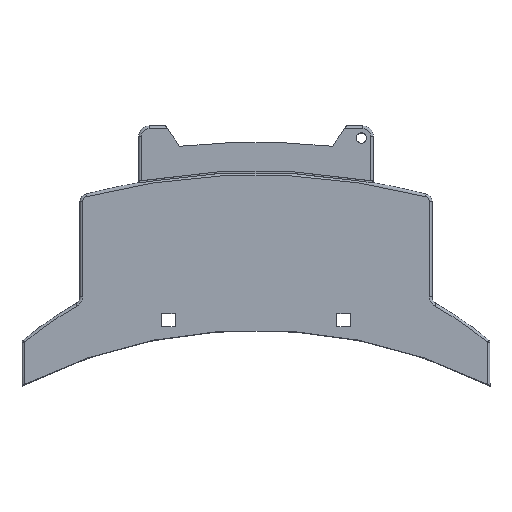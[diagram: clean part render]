
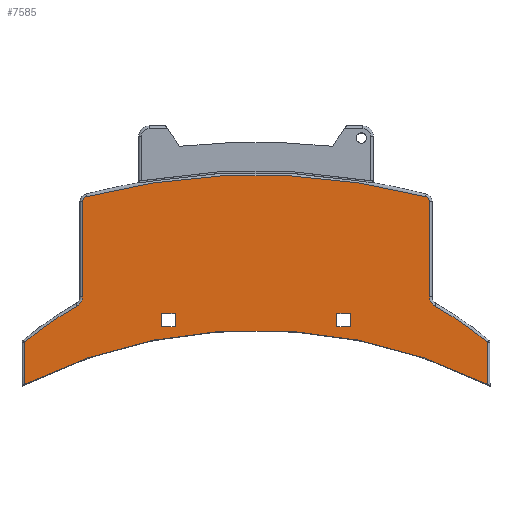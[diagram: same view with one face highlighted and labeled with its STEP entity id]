
A CAD part, top view. The second image highlights one B-rep face of the part: STEP entity #7585.
In plain terms, the highlighted planar face has unit normal (0, 0, 1).
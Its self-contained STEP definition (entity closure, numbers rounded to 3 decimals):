
#37=FACE_BOUND('',#714,.T.);
#38=FACE_BOUND('',#715,.T.);
#191=CIRCLE('',#8012,129.2);
#192=CIRCLE('',#8013,1.);
#193=CIRCLE('',#8014,2.);
#194=CIRCLE('',#8015,69.5);
#195=CIRCLE('',#8016,99.5);
#196=CIRCLE('',#8017,69.5);
#197=CIRCLE('',#8018,2.);
#198=CIRCLE('',#8019,1.);
#336=FACE_OUTER_BOUND('',#713,.T.);
#713=EDGE_LOOP('',(#5003,#5004,#5005,#5006,#5007,#5008,#5009,#5010,#5011,
#5012,#5013,#5014));
#714=EDGE_LOOP('',(#5015,#5016,#5017,#5018));
#715=EDGE_LOOP('',(#5019,#5020,#5021,#5022));
#1092=LINE('',#10422,#2030);
#1240=LINE('',#10890,#2178);
#1272=LINE('',#10970,#2210);
#1273=LINE('',#10976,#2211);
#1274=LINE('',#10980,#2212);
#1275=LINE('',#10987,#2213);
#1276=LINE('',#10989,#2214);
#1277=LINE('',#10991,#2215);
#1278=LINE('',#10992,#2216);
#1279=LINE('',#10995,#2217);
#1280=LINE('',#10996,#2218);
#1281=LINE('',#10997,#2219);
#2030=VECTOR('',#8477,1.);
#2178=VECTOR('',#8751,1.);
#2210=VECTOR('',#8815,1.);
#2211=VECTOR('',#8820,1.);
#2212=VECTOR('',#8823,1.);
#2213=VECTOR('',#8830,1.);
#2214=VECTOR('',#8831,1.);
#2215=VECTOR('',#8832,1.);
#2216=VECTOR('',#8833,1.);
#2217=VECTOR('',#8834,1.);
#2218=VECTOR('',#8835,1.);
#2219=VECTOR('',#8836,1.);
#2980=VERTEX_POINT('',#10419);
#2981=VERTEX_POINT('',#10421);
#3148=VERTEX_POINT('',#10888);
#3149=VERTEX_POINT('',#10889);
#3178=VERTEX_POINT('',#10964);
#3179=VERTEX_POINT('',#10965);
#3180=VERTEX_POINT('',#10967);
#3181=VERTEX_POINT('',#10969);
#3182=VERTEX_POINT('',#10971);
#3183=VERTEX_POINT('',#10973);
#3184=VERTEX_POINT('',#10975);
#3185=VERTEX_POINT('',#10977);
#3186=VERTEX_POINT('',#10979);
#3187=VERTEX_POINT('',#10981);
#3188=VERTEX_POINT('',#10985);
#3189=VERTEX_POINT('',#10986);
#3190=VERTEX_POINT('',#10988);
#3191=VERTEX_POINT('',#10990);
#3192=VERTEX_POINT('',#10993);
#3193=VERTEX_POINT('',#10994);
#3684=EDGE_CURVE('',#2980,#2981,#1092,.T.);
#3867=EDGE_CURVE('',#3148,#3149,#1240,.T.);
#3903=EDGE_CURVE('',#3178,#3179,#191,.T.);
#3904=EDGE_CURVE('',#3178,#3180,#192,.T.);
#3905=EDGE_CURVE('',#3180,#3181,#1272,.T.);
#3906=EDGE_CURVE('',#3182,#3181,#193,.T.);
#3907=EDGE_CURVE('',#3182,#3183,#194,.T.);
#3908=EDGE_CURVE('',#3183,#3184,#1273,.T.);
#3909=EDGE_CURVE('',#3185,#3184,#195,.T.);
#3910=EDGE_CURVE('',#3186,#3185,#1274,.T.);
#3911=EDGE_CURVE('',#3187,#3186,#196,.T.);
#3912=EDGE_CURVE('',#3187,#3149,#197,.T.);
#3913=EDGE_CURVE('',#3148,#3179,#198,.T.);
#3914=EDGE_CURVE('',#3188,#3189,#1275,.T.);
#3915=EDGE_CURVE('',#3190,#3188,#1276,.T.);
#3916=EDGE_CURVE('',#3191,#3190,#1277,.T.);
#3917=EDGE_CURVE('',#3189,#3191,#1278,.T.);
#3918=EDGE_CURVE('',#3192,#3193,#1279,.T.);
#3919=EDGE_CURVE('',#2981,#3192,#1280,.T.);
#3920=EDGE_CURVE('',#3193,#2980,#1281,.T.);
#5003=ORIENTED_EDGE('',*,*,#3903,.F.);
#5004=ORIENTED_EDGE('',*,*,#3904,.T.);
#5005=ORIENTED_EDGE('',*,*,#3905,.T.);
#5006=ORIENTED_EDGE('',*,*,#3906,.F.);
#5007=ORIENTED_EDGE('',*,*,#3907,.T.);
#5008=ORIENTED_EDGE('',*,*,#3908,.T.);
#5009=ORIENTED_EDGE('',*,*,#3909,.F.);
#5010=ORIENTED_EDGE('',*,*,#3910,.F.);
#5011=ORIENTED_EDGE('',*,*,#3911,.F.);
#5012=ORIENTED_EDGE('',*,*,#3912,.T.);
#5013=ORIENTED_EDGE('',*,*,#3867,.F.);
#5014=ORIENTED_EDGE('',*,*,#3913,.T.);
#5015=ORIENTED_EDGE('',*,*,#3914,.F.);
#5016=ORIENTED_EDGE('',*,*,#3915,.F.);
#5017=ORIENTED_EDGE('',*,*,#3916,.F.);
#5018=ORIENTED_EDGE('',*,*,#3917,.F.);
#5019=ORIENTED_EDGE('',*,*,#3918,.F.);
#5020=ORIENTED_EDGE('',*,*,#3919,.F.);
#5021=ORIENTED_EDGE('',*,*,#3684,.F.);
#5022=ORIENTED_EDGE('',*,*,#3920,.F.);
#6916=PLANE('',#8011);
#7585=ADVANCED_FACE('',(#336,#37,#38),#6916,.F.);
#8011=AXIS2_PLACEMENT_3D('',#10963,#8809,#8810);
#8012=AXIS2_PLACEMENT_3D('',#10966,#8811,#8812);
#8013=AXIS2_PLACEMENT_3D('',#10968,#8813,#8814);
#8014=AXIS2_PLACEMENT_3D('',#10972,#8816,#8817);
#8015=AXIS2_PLACEMENT_3D('',#10974,#8818,#8819);
#8016=AXIS2_PLACEMENT_3D('',#10978,#8821,#8822);
#8017=AXIS2_PLACEMENT_3D('',#10982,#8824,#8825);
#8018=AXIS2_PLACEMENT_3D('',#10983,#8826,#8827);
#8019=AXIS2_PLACEMENT_3D('',#10984,#8828,#8829);
#8477=DIRECTION('',(1.,0.,0.));
#8751=DIRECTION('',(0.,1.,0.));
#8809=DIRECTION('center_axis',(0.,0.,-1.));
#8810=DIRECTION('ref_axis',(1.,0.,0.));
#8811=DIRECTION('center_axis',(0.,0.,
-1.));
#8812=DIRECTION('ref_axis',(-1.,0.,0.));
#8813=DIRECTION('center_axis',(0.,0.,
1.));
#8814=DIRECTION('ref_axis',(1.,0.,0.));
#8815=DIRECTION('',(0.,1.,0.));
#8816=DIRECTION('center_axis',(0.,0.,1.));
#8817=DIRECTION('ref_axis',(0.,-1.,0.));
#8818=DIRECTION('center_axis',(0.,0.,1.));
#8819=DIRECTION('ref_axis',(0.,-1.,0.));
#8820=DIRECTION('',(0.,1.,0.));
#8821=DIRECTION('center_axis',(0.,0.,
1.));
#8822=DIRECTION('ref_axis',(-1.,0.,0.));
#8823=DIRECTION('',(0.,1.,0.));
#8824=DIRECTION('center_axis',(0.,0.,-1.));
#8825=DIRECTION('ref_axis',(0.,1.,0.));
#8826=DIRECTION('center_axis',(0.,0.,-1.));
#8827=DIRECTION('ref_axis',(0.,1.,0.));
#8828=DIRECTION('center_axis',(0.,0.,
1.));
#8829=DIRECTION('ref_axis',(1.,0.,0.));
#8830=DIRECTION('',(0.,1.,0.));
#8831=DIRECTION('',(1.,0.,0.));
#8832=DIRECTION('',(0.,-1.,0.));
#8833=DIRECTION('',(-1.,0.,0.));
#8834=DIRECTION('',(-1.,0.,0.));
#8835=DIRECTION('',(0.,1.,0.));
#8836=DIRECTION('',(0.,-1.,0.));
#10419=CARTESIAN_POINT('',(9.85,-21.1,-0.3));
#10421=CARTESIAN_POINT('',(12.45,-21.1,-0.3));
#10422=CARTESIAN_POINT('',(0.,-21.1,-0.3));
#10888=CARTESIAN_POINT('',(-38.9,-42.477,-0.3));
#10889=CARTESIAN_POINT('',(-38.9,-24.257,-0.3));
#10890=CARTESIAN_POINT('',(-38.9,0.,-0.3));
#10963=CARTESIAN_POINT('Origin',(-23.996,-40.289,-0.3));
#10964=CARTESIAN_POINT('',(26.852,-43.445,-0.3));
#10965=CARTESIAN_POINT('',(-38.152,-43.445,-0.3));
#10966=CARTESIAN_POINT('Origin',(-5.65,81.6,-0.3));
#10967=CARTESIAN_POINT('',(27.6,-42.477,-0.3));
#10968=CARTESIAN_POINT('Origin',(26.6,-42.477,-0.3));
#10969=CARTESIAN_POINT('',(27.6,-24.257,-0.3));
#10970=CARTESIAN_POINT('',(27.6,0.,-0.3));
#10971=CARTESIAN_POINT('',(28.614,-22.517,-0.3));
#10972=CARTESIAN_POINT('Origin',(29.6,-24.257,-0.3));
#10973=CARTESIAN_POINT('',(38.7,-15.56,-0.3));
#10974=CARTESIAN_POINT('Origin',(-5.65,37.95,-0.3));
#10975=CARTESIAN_POINT('',(38.7,-7.469,-0.3));
#10976=CARTESIAN_POINT('',(38.7,0.,-0.3));
#10977=CARTESIAN_POINT('',(-50.,-7.469,-0.3));
#10978=CARTESIAN_POINT('Origin',(-5.65,81.6,-0.3));
#10979=CARTESIAN_POINT('',(-50.,-15.56,-0.3));
#10980=CARTESIAN_POINT('',(-50.,0.,-0.3));
#10981=CARTESIAN_POINT('',(-39.914,-22.517,-0.3));
#10982=CARTESIAN_POINT('Origin',(-5.65,37.95,-0.3));
#10983=CARTESIAN_POINT('Origin',(-40.9,-24.257,-0.3));
#10984=CARTESIAN_POINT('Origin',(-37.9,-42.477,-0.3));
#10985=CARTESIAN_POINT('',(-21.15,-21.1,-0.3));
#10986=CARTESIAN_POINT('',(-21.15,-18.5,-0.3));
#10987=CARTESIAN_POINT('',(-21.15,0.,-0.3));
#10988=CARTESIAN_POINT('',(-23.75,-21.1,-0.3));
#10989=CARTESIAN_POINT('',(0.,-21.1,-0.3));
#10990=CARTESIAN_POINT('',(-23.75,-18.5,-0.3));
#10991=CARTESIAN_POINT('',(-23.75,0.,-0.3));
#10992=CARTESIAN_POINT('',(0.,-18.5,-0.3));
#10993=CARTESIAN_POINT('',(12.45,-18.5,-0.3));
#10994=CARTESIAN_POINT('',(9.85,-18.5,-0.3));
#10995=CARTESIAN_POINT('',(0.,-18.5,-0.3));
#10996=CARTESIAN_POINT('',(12.45,0.,-0.3));
#10997=CARTESIAN_POINT('',(9.85,0.,-0.3));
